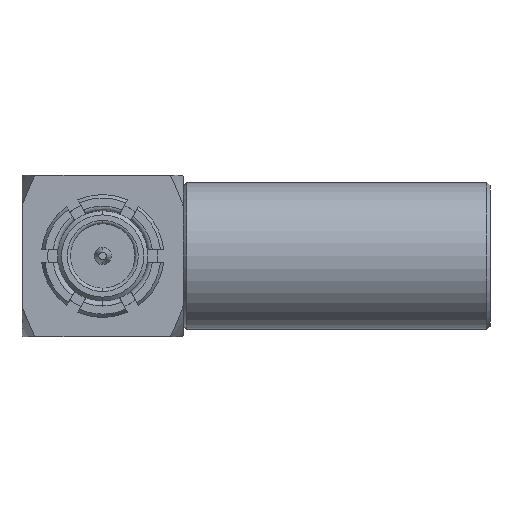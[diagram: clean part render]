
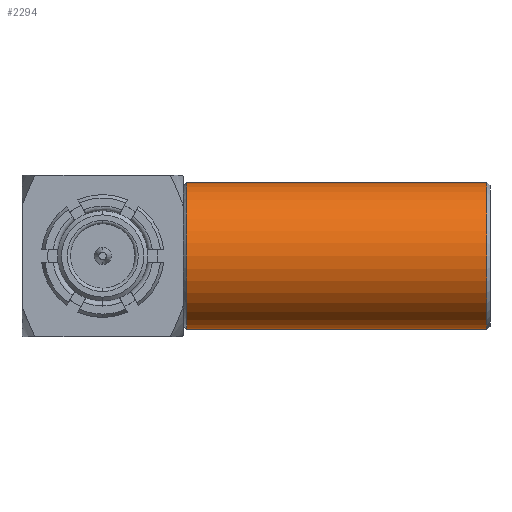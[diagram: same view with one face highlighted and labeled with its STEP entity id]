
A CAD part, left-side view. The second image highlights one B-rep face of the part: STEP entity #2294.
In plain terms, the highlighted cylindrical face has radius 2.275 mm (diameter 4.55 mm), a partial arc.
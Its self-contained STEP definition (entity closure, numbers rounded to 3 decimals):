
#267 = CARTESIAN_POINT ( 'NONE',  ( 6.1, -11.9, 2.275 ) ) ;
#290 = EDGE_CURVE ( 'NONE', #6642, #4970, #3561, .T. ) ;
#472 = FACE_OUTER_BOUND ( 'NONE', #7174, .T. ) ;
#691 = EDGE_CURVE ( 'NONE', #4110, #6642, #6216, .T. ) ;
#878 = CARTESIAN_POINT ( 'NONE',  ( 6.1, -11.9, -2.275 ) ) ;
#948 = ORIENTED_EDGE ( 'NONE', *, *, #290, .T. ) ;
#989 = VECTOR ( 'NONE', #4398, 1000. ) ;
#1045 = CARTESIAN_POINT ( 'NONE',  ( 6.1, -12.597, 2.275 ) ) ;
#1124 = CARTESIAN_POINT ( 'NONE',  ( 6.1, -2.6, 2.275 ) ) ;
#1185 = CARTESIAN_POINT ( 'NONE',  ( 6.1, -2.6, -2.275 ) ) ;
#1264 = DIRECTION ( 'NONE',  ( 0., 0., -1. ) ) ;
#1695 = EDGE_CURVE ( 'NONE', #2186, #4970, #6789, .T. ) ;
#1807 = DIRECTION ( 'NONE',  ( 0., 1., 0. ) ) ;
#2186 = VERTEX_POINT ( 'NONE', #1124 ) ;
#2294 = ADVANCED_FACE ( 'NONE', ( #472 ), #2563, .T. ) ;
#2367 = EDGE_CURVE ( 'NONE', #2186, #4110, #6102, .T. ) ;
#2411 = DIRECTION ( 'NONE',  ( 0., -1., 0. ) ) ;
#2563 = CYLINDRICAL_SURFACE ( 'NONE', #4213, 2.275 ) ;
#2830 = ORIENTED_EDGE ( 'NONE', *, *, #2367, .T. ) ;
#2862 = DIRECTION ( 'NONE',  ( 0., -1., 0. ) ) ;
#2908 = CARTESIAN_POINT ( 'NONE',  ( 6.1, -11.9, 0. ) ) ;
#3452 = DIRECTION ( 'NONE',  ( 0., 0., 1. ) ) ;
#3561 = CIRCLE ( 'NONE', #6092, 2.275 ) ;
#4110 = VERTEX_POINT ( 'NONE', #1185 ) ;
#4213 = AXIS2_PLACEMENT_3D ( 'NONE', #6839, #5679, #3452 ) ;
#4279 = CARTESIAN_POINT ( 'NONE',  ( 6.1, -12.597, -2.275 ) ) ;
#4398 = DIRECTION ( 'NONE',  ( 0., -1., 0. ) ) ;
#4588 = AXIS2_PLACEMENT_3D ( 'NONE', #5786, #2411, #6359 ) ;
#4684 = VECTOR ( 'NONE', #2862, 1000. ) ;
#4970 = VERTEX_POINT ( 'NONE', #267 ) ;
#5620 = ORIENTED_EDGE ( 'NONE', *, *, #691, .T. ) ;
#5679 = DIRECTION ( 'NONE',  ( 0., -1., 0. ) ) ;
#5786 = CARTESIAN_POINT ( 'NONE',  ( 6.1, -2.6, 0. ) ) ;
#6092 = AXIS2_PLACEMENT_3D ( 'NONE', #2908, #1807, #1264 ) ;
#6102 = CIRCLE ( 'NONE', #4588, 2.275 ) ;
#6216 = LINE ( 'NONE', #4279, #4684 ) ;
#6359 = DIRECTION ( 'NONE',  ( 0., 0., 1. ) ) ;
#6432 = ORIENTED_EDGE ( 'NONE', *, *, #1695, .F. ) ;
#6642 = VERTEX_POINT ( 'NONE', #878 ) ;
#6789 = LINE ( 'NONE', #1045, #989 ) ;
#6839 = CARTESIAN_POINT ( 'NONE',  ( 6.1, -12.597, 0. ) ) ;
#7174 = EDGE_LOOP ( 'NONE', ( #2830, #5620, #948, #6432 ) ) ;
